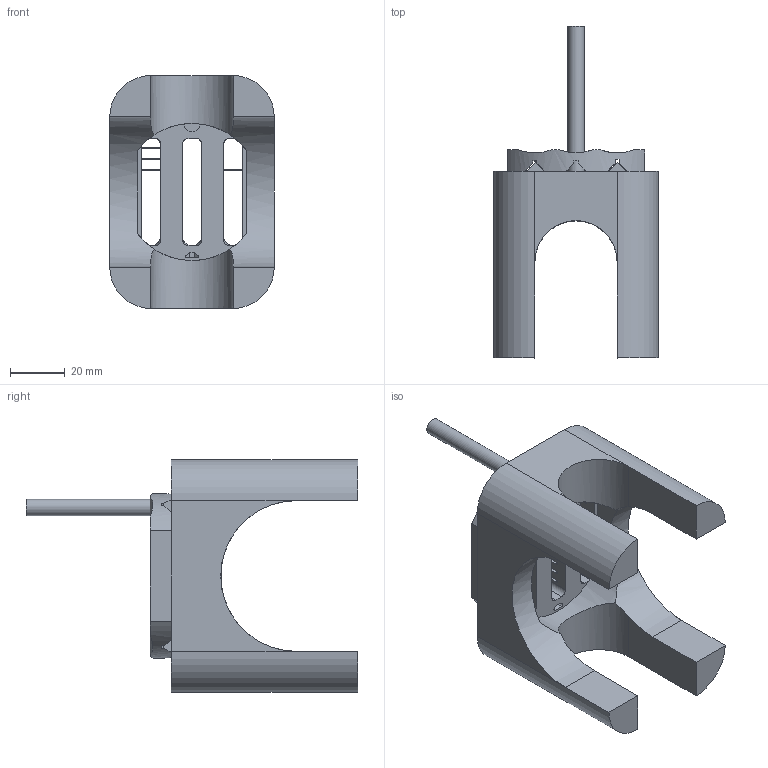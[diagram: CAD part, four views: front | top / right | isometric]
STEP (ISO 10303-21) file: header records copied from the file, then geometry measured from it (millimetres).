
FILE_DESCRIPTION(/* description */ (''),/* implementation_level */ '2;1');
FILE_NAME(/* name */ 'Vertical Slide Holder Drying Fixture.step',/* time_stamp */ '2024-01-20T11:27:23-05:00',/* author */ (''),/* organization */ (''),/* preprocessor_version */ 'ST-DEVELOPER v20',/* originating_system */ 'Autodesk Translation Framework v12.14.0.127',/* authorisation */ '');
FILE_SCHEMA (('AUTOMOTIVE_DESIGN { 1 0 10303 214 3 1 1 }'));
Length unit declared in the file: millimetre
Products named in the file (7): Slide Drying Stand; SlideHolder96WellFormFactor v2; 250 ml Beaker Teflon Slide Holder; 250mL TOP v6; Post; Slide; Dryder Slide Lid
Assembly tree (9 placements, depth 3):
  Slide Drying Stand
    SlideHolder96WellFormFactor v2
    250 ml Beaker Teflon Slide Holder
      250mL TOP v6
      Post
    Slide  x4
    Dryder Slide Lid
Bounding box: 60 x 121.02 x 85 mm (x, y, z)
Volume: 125274.8 mm3; surface area: 44129.7 mm2
Topology: 8 solids, 8 shells, 445 faces, 1271 edges, 839 vertices
Faces by surface type: plane 334, cylinder 99, cone 12
Full cylindrical faces by diameter (mm): 5.9 x2
Entity records: 14441 total; most frequent: CARTESIAN_POINT 2764, ORIENTED_EDGE 2470, DIRECTION 2332, EDGE_CURVE 1235, LINE 966, VECTOR 966, VERTEX_POINT 815, AXIS2_PLACEMENT_3D 683
